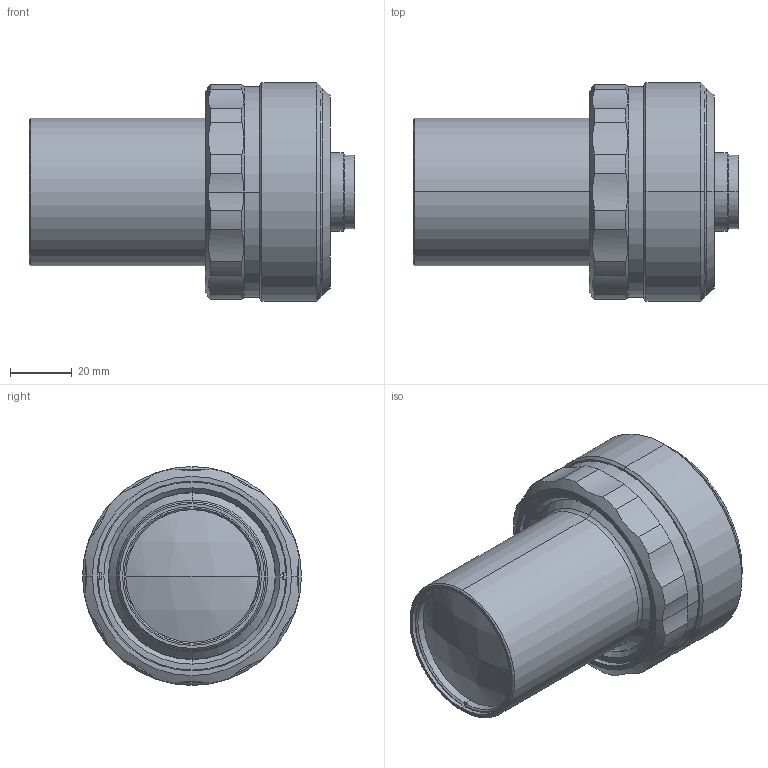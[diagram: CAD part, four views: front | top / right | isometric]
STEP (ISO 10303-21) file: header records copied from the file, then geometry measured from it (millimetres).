
FILE_DESCRIPTION (( 'STEP AP214' ), '1' );
FILE_NAME ('SW07520.STEP', '2016-03-14T08:37:38', ( '' ), ( '' ), 'SwSTEP 2.0', 'SolidWorks 2015', '' );
FILE_SCHEMA (( 'AUTOMOTIVE_DESIGN' ));
Length unit declared in the file: millimetre
Products named in the file (1): SW07520
Bounding box: 105.6 x 71 x 71 mm (x, y, z)
Surface area: 39043.2 mm2 (no closed solid volume)
Topology: 0 solids, 8 shells, 116 faces, 321 edges, 218 vertices
Faces by surface type: cylinder 64, cone 24, plane 22, sphere 4, torus 2
Entity records: 5394 total; most frequent: CARTESIAN_POINT 1080, DIRECTION 671, ORIENTED_EDGE 567, EDGE_CURVE 321, AXIS2_PLACEMENT_3D 277, VERTEX_POINT 218, CIRCLE 160, EDGE_LOOP 140
